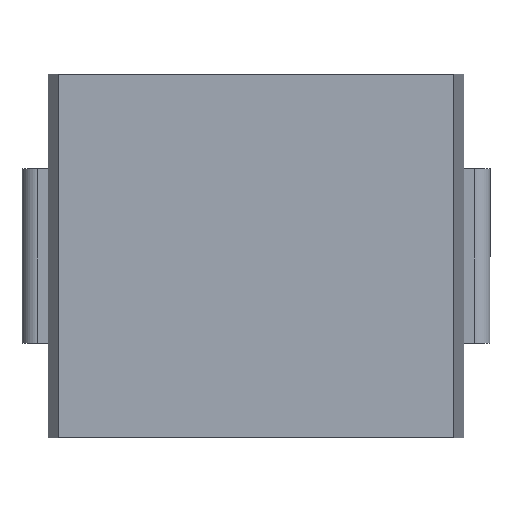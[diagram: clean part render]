
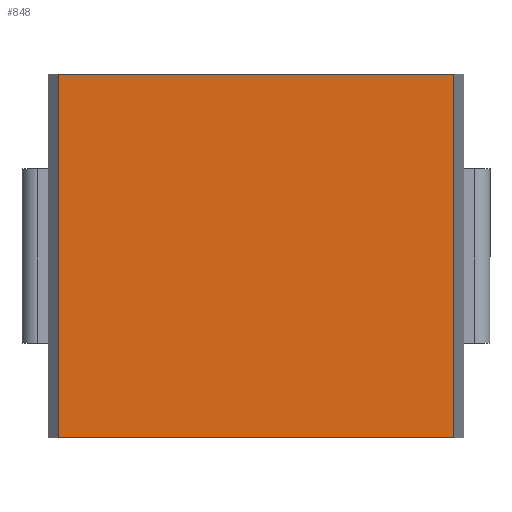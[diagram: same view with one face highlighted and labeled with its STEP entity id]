
A CAD part, top view. The second image highlights one B-rep face of the part: STEP entity #848.
In plain terms, the highlighted face is planar.
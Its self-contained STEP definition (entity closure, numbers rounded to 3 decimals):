
#54=PLANE('',#922);
#97=FACE_OUTER_BOUND('',#140,.T.);
#140=EDGE_LOOP('',(#709,#710,#711,#712));
#216=LINE('',#1329,#319);
#238=LINE('',#1370,#341);
#239=LINE('',#1373,#342);
#240=LINE('',#1374,#343);
#319=VECTOR('',#1085,1000.);
#341=VECTOR('',#1119,1000.);
#342=VECTOR('',#1122,1000.);
#343=VECTOR('',#1123,1000.);
#432=VERTEX_POINT('',#1326);
#433=VERTEX_POINT('',#1328);
#446=VERTEX_POINT('',#1366);
#447=VERTEX_POINT('',#1372);
#532=EDGE_CURVE('',#433,#432,#216,.T.);
#554=EDGE_CURVE('',#446,#433,#238,.T.);
#555=EDGE_CURVE('',#447,#432,#239,.T.);
#556=EDGE_CURVE('',#446,#447,#240,.T.);
#709=ORIENTED_EDGE('',*,*,#532,.T.);
#710=ORIENTED_EDGE('',*,*,#555,.F.);
#711=ORIENTED_EDGE('',*,*,#556,.F.);
#712=ORIENTED_EDGE('',*,*,#554,.T.);
#848=ADVANCED_FACE('',(#97),#54,.F.);
#922=AXIS2_PLACEMENT_3D('',#1371,#1120,#1121);
#1085=DIRECTION('',(0.,0.,1.));
#1119=DIRECTION('',(-1.,0.,0.));
#1120=DIRECTION('center_axis',(0.,-1.,0.));
#1121=DIRECTION('ref_axis',(0.,0.,-1.));
#1122=DIRECTION('',(-1.,0.,0.));
#1123=DIRECTION('',(0.,0.,1.));
#1326=CARTESIAN_POINT('',(0.,1.195,2.141));
#1328=CARTESIAN_POINT('',(0.,1.195,-4.664));
#1329=CARTESIAN_POINT('',(0.,1.195,2.141));
#1366=CARTESIAN_POINT('',(6.25,1.195,-4.664));
#1370=CARTESIAN_POINT('',(6.25,1.195,-4.664));
#1371=CARTESIAN_POINT('Origin',(6.25,1.195,2.141));
#1372=CARTESIAN_POINT('',(6.25,1.195,2.141));
#1373=CARTESIAN_POINT('',(6.25,1.195,2.141));
#1374=CARTESIAN_POINT('',(6.25,1.195,2.141));
